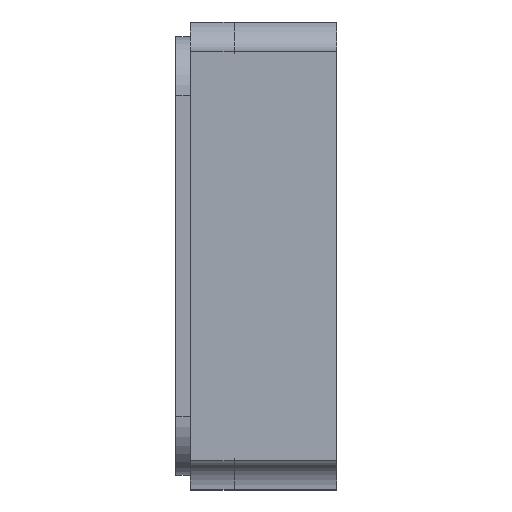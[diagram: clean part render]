
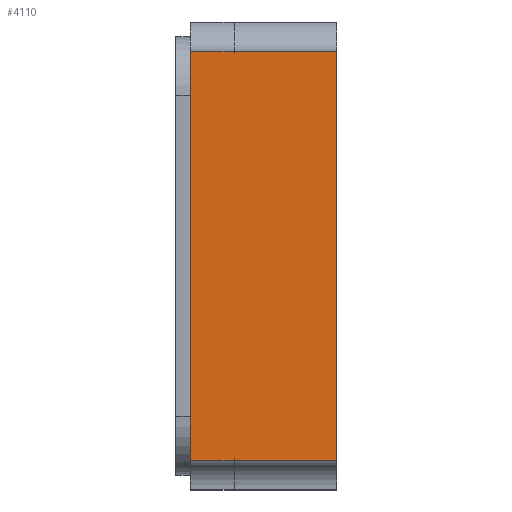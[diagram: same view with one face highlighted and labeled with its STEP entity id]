
A CAD part, left-side view. The second image highlights one B-rep face of the part: STEP entity #4110.
In plain terms, the highlighted planar face has unit normal (-1, 0, 0).
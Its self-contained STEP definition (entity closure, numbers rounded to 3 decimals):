
#439 = VECTOR ( 'NONE', #1929, 1000. ) ;
#506 = CARTESIAN_POINT ( 'NONE',  ( -1., 0.5, 0.7 ) ) ;
#566 = VERTEX_POINT ( 'NONE', #855 ) ;
#645 = VERTEX_POINT ( 'NONE', #2583 ) ;
#855 = CARTESIAN_POINT ( 'NONE',  ( -1., 0.35, -0.7 ) ) ;
#884 = DIRECTION ( 'NONE',  ( 0., -1., 0. ) ) ;
#922 = DIRECTION ( 'NONE',  ( 1., 0., 0. ) ) ;
#997 = DIRECTION ( 'NONE',  ( 0., 0., -1. ) ) ;
#1067 = EDGE_LOOP ( 'NONE', ( #3206, #2739, #2221, #4043, #5430, #2228 ) ) ;
#1119 = LINE ( 'NONE', #7117, #5895 ) ;
#1154 = PLANE ( 'NONE',  #5372 ) ;
#1289 = LINE ( 'NONE', #3393, #1459 ) ;
#1459 = VECTOR ( 'NONE', #3422, 1000. ) ;
#1625 = LINE ( 'NONE', #2000, #439 ) ;
#1821 = DIRECTION ( 'NONE',  ( 0., -1., 0. ) ) ;
#1929 = DIRECTION ( 'NONE',  ( 0., 0., 1. ) ) ;
#2000 = CARTESIAN_POINT ( 'NONE',  ( -1., 0., -0.8 ) ) ;
#2221 = ORIENTED_EDGE ( 'NONE', *, *, #3360, .T. ) ;
#2228 = ORIENTED_EDGE ( 'NONE', *, *, #2231, .T. ) ;
#2231 = EDGE_CURVE ( 'NONE', #5405, #7048, #1119, .T. ) ;
#2333 = VERTEX_POINT ( 'NONE', #4167 ) ;
#2502 = DIRECTION ( 'NONE',  ( 0., 1., 0. ) ) ;
#2583 = CARTESIAN_POINT ( 'NONE',  ( -1., 0., -0.7 ) ) ;
#2598 = EDGE_CURVE ( 'NONE', #2333, #5405, #1289, .T. ) ;
#2698 = EDGE_CURVE ( 'NONE', #645, #2333, #1625, .T. ) ;
#2739 = ORIENTED_EDGE ( 'NONE', *, *, #5665, .T. ) ;
#2763 = LINE ( 'NONE', #7124, #3236 ) ;
#3075 = CARTESIAN_POINT ( 'NONE',  ( -1., 0.35, -0.7 ) ) ;
#3206 = ORIENTED_EDGE ( 'NONE', *, *, #4475, .F. ) ;
#3236 = VECTOR ( 'NONE', #7054, 1000. ) ;
#3331 = LINE ( 'NONE', #7074, #3411 ) ;
#3347 = CARTESIAN_POINT ( 'NONE',  ( -1., 0.5, -0.8 ) ) ;
#3360 = EDGE_CURVE ( 'NONE', #566, #645, #3717, .T. ) ;
#3393 = CARTESIAN_POINT ( 'NONE',  ( -1., 0., 0.7 ) ) ;
#3411 = VECTOR ( 'NONE', #884, 1000. ) ;
#3422 = DIRECTION ( 'NONE',  ( 0., 1., 0. ) ) ;
#3717 = LINE ( 'NONE', #3075, #3955 ) ;
#3955 = VECTOR ( 'NONE', #1821, 1000. ) ;
#4043 = ORIENTED_EDGE ( 'NONE', *, *, #2698, .T. ) ;
#4110 = ADVANCED_FACE ( 'NONE', ( #5637 ), #1154, .F. ) ;
#4167 = CARTESIAN_POINT ( 'NONE',  ( -1., 0., 0.7 ) ) ;
#4475 = EDGE_CURVE ( 'NONE', #6776, #7048, #2763, .T. ) ;
#5372 = AXIS2_PLACEMENT_3D ( 'NONE', #3347, #922, #997 ) ;
#5405 = VERTEX_POINT ( 'NONE', #6327 ) ;
#5430 = ORIENTED_EDGE ( 'NONE', *, *, #2598, .T. ) ;
#5637 = FACE_OUTER_BOUND ( 'NONE', #1067, .T. ) ;
#5665 = EDGE_CURVE ( 'NONE', #6776, #566, #3331, .T. ) ;
#5895 = VECTOR ( 'NONE', #2502, 1000. ) ;
#6327 = CARTESIAN_POINT ( 'NONE',  ( -1., 0.35, 0.7 ) ) ;
#6776 = VERTEX_POINT ( 'NONE', #6966 ) ;
#6966 = CARTESIAN_POINT ( 'NONE',  ( -1., 0.5, -0.7 ) ) ;
#7048 = VERTEX_POINT ( 'NONE', #506 ) ;
#7054 = DIRECTION ( 'NONE',  ( 0., 0., 1. ) ) ;
#7074 = CARTESIAN_POINT ( 'NONE',  ( -1., 0., -0.7 ) ) ;
#7117 = CARTESIAN_POINT ( 'NONE',  ( -1., 0., 0.7 ) ) ;
#7124 = CARTESIAN_POINT ( 'NONE',  ( -1., 0.5, -0.8 ) ) ;
